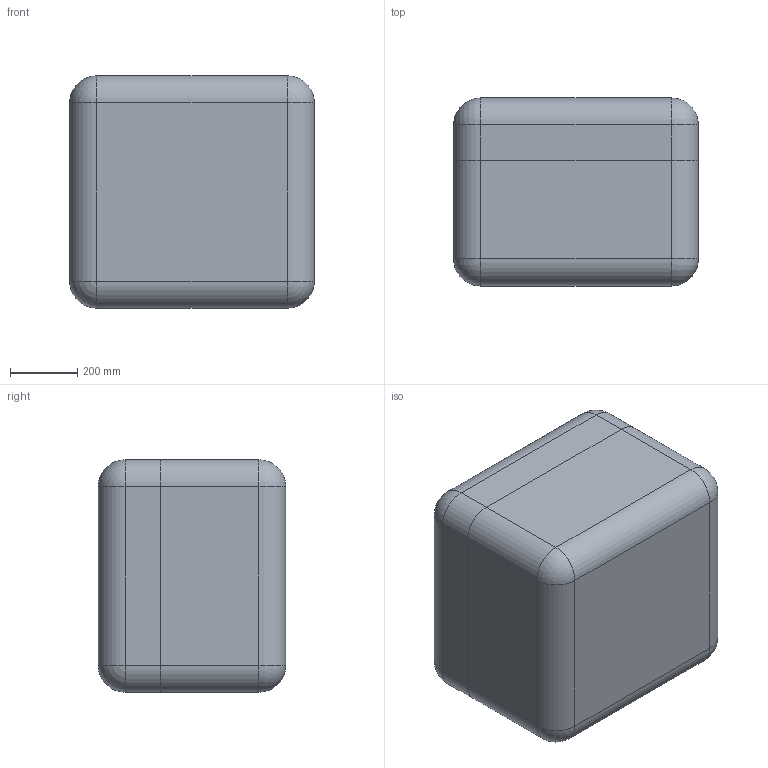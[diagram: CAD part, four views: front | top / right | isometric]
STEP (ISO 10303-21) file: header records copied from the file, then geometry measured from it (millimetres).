
FILE_DESCRIPTION (( 'STEP AP214' ), '1' );
FILE_NAME ('Êîíòåéíåð ÀÄÌÈÐÀË®ÏÐÎÔÅÑÑÈÎÍÀËÜÍÛÅ 069_óïðîùåííàÿ 3D-ìîäåëü.STEP', '2025-08-22T07:35:42', ( '' ), ( '' ), 'SwSTEP 2.0', 'SolidWorks 2021', '' );
FILE_SCHEMA (( 'AUTOMOTIVE_DESIGN' ));
Length unit declared in the file: millimetre
Products named in the file (3): Êîíòåéíåð ÀÄÌÈÐÀË®ÏÐÎÔÅÑÑÈÎÍÀËÜÍÛÅ 069_óïðîùåííàÿ 3D-ìîäåëü; Lid 69(óïð)-1; Base 68(óïð)-1
Assembly tree (2 placements, depth 2):
  Êîíòåéíåð ÀÄÌÈÐÀË®ÏÐÎÔÅÑÑÈÎÍÀËÜÍÛÅ 069_óïðîùåííàÿ 3D-ìîäåëü
    Base 68(óïð)-1
    Lid 69(óïð)-1
Bounding box: 727.36 x 558.06 x 690.7 mm (x, y, z)
Volume: 112624313 mm3; surface area: 5256676.3 mm2
Topology: 2 solids, 2 shells, 1175 faces, 2888 edges, 1672 vertices
Faces by surface type: cylinder 512, bspline 260, plane 239, torus 120, cone 24, sphere 20
Entity records: 47350 total; most frequent: CARTESIAN_POINT 21262, ORIENTED_EDGE 5664, DIRECTION 5320, EDGE_CURVE 2832, AXIS2_PLACEMENT_3D 2092, VERTEX_POINT 1672, EDGE_LOOP 1190, ADVANCED_FACE 1175
